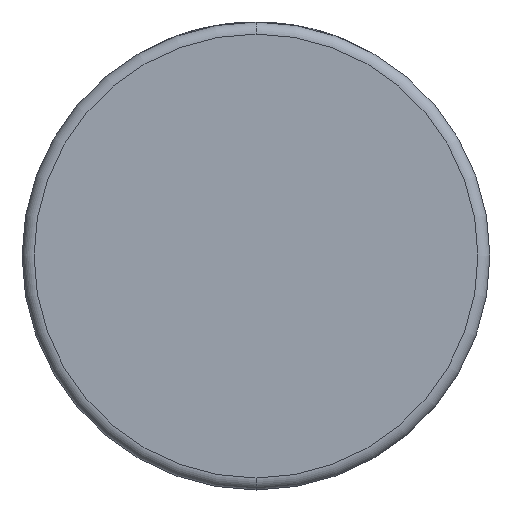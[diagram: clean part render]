
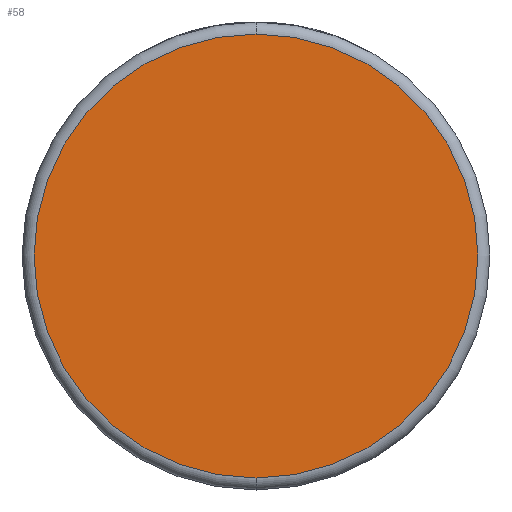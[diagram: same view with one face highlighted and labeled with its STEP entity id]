
A CAD part, front view. The second image highlights one B-rep face of the part: STEP entity #58.
In plain terms, the highlighted planar face has unit normal (0, -1, 0).
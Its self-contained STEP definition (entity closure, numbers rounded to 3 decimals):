
#58 = ADVANCED_FACE ( 'NONE', ( #461 ), #1985, .F. ) ;
#235 = DIRECTION ( 'NONE',  ( 0., -1., 0. ) ) ;
#461 = FACE_OUTER_BOUND ( 'NONE', #3339, .T. ) ;
#587 = CARTESIAN_POINT ( 'NONE',  ( 0., 0., 0. ) ) ;
#618 = ORIENTED_EDGE ( 'NONE', *, *, #3111, .T. ) ;
#668 = CARTESIAN_POINT ( 'NONE',  ( 0., 0., 0. ) ) ;
#837 = VERTEX_POINT ( 'NONE', #4191 ) ;
#963 = CIRCLE ( 'NONE', #3057, 37. ) ;
#994 = CARTESIAN_POINT ( 'NONE',  ( 0., 0., 0. ) ) ;
#1383 = DIRECTION ( 'NONE',  ( 0., -1., 0. ) ) ;
#1457 = VERTEX_POINT ( 'NONE', #1684 ) ;
#1684 = CARTESIAN_POINT ( 'NONE',  ( 0., 0., -37. ) ) ;
#1985 = PLANE ( 'NONE',  #2082 ) ;
#2082 = AXIS2_PLACEMENT_3D ( 'NONE', #994, #3562, #3935 ) ;
#2106 = AXIS2_PLACEMENT_3D ( 'NONE', #587, #235, #2534 ) ;
#2534 = DIRECTION ( 'NONE',  ( 0., 0., 1. ) ) ;
#2748 = ORIENTED_EDGE ( 'NONE', *, *, #3136, .T. ) ;
#2953 = DIRECTION ( 'NONE',  ( 0., 0., 1. ) ) ;
#3057 = AXIS2_PLACEMENT_3D ( 'NONE', #668, #1383, #2953 ) ;
#3111 = EDGE_CURVE ( 'NONE', #837, #1457, #3478, .T. ) ;
#3136 = EDGE_CURVE ( 'NONE', #1457, #837, #963, .T. ) ;
#3339 = EDGE_LOOP ( 'NONE', ( #618, #2748 ) ) ;
#3478 = CIRCLE ( 'NONE', #2106, 37. ) ;
#3562 = DIRECTION ( 'NONE',  ( 0., 1., 0. ) ) ;
#3935 = DIRECTION ( 'NONE',  ( 0., 0., 1. ) ) ;
#4191 = CARTESIAN_POINT ( 'NONE',  ( 0., 0., 37. ) ) ;
